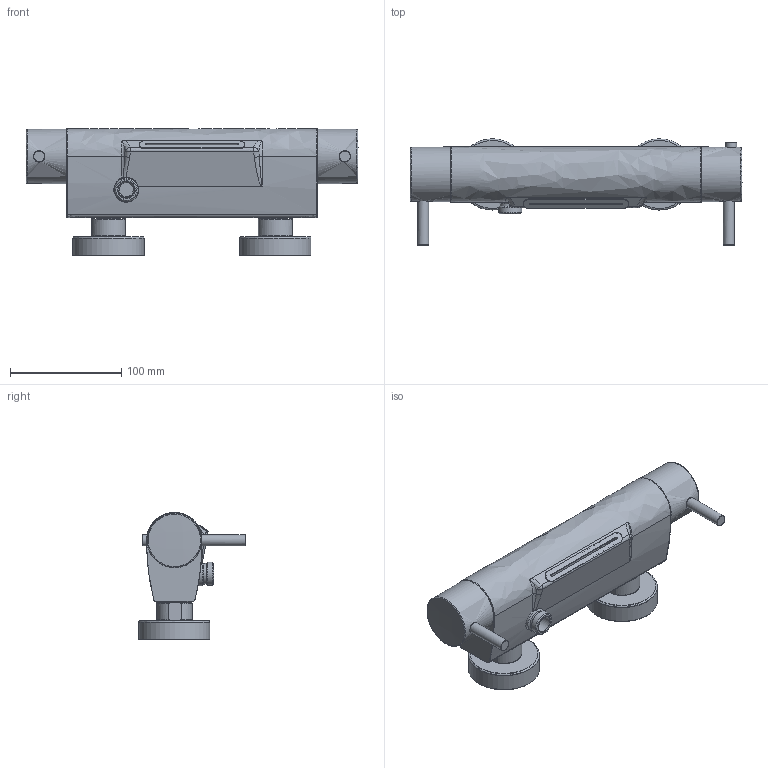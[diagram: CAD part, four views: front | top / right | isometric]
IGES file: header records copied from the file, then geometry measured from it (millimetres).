
Start section: C
Global section: file name: Buddy 021.igs; native system: By Siemens PLM Incorporated; preprocessor: XPlus GENERIC/IGES 17.0.49; author: Author; organization: Title; date: 20150519.155822; units: millimetre
Bounding box: 298.45 x 95.7 x 114.05 mm (x, y, z)
Volume: 360269.9 mm3; surface area: 222630.8 mm2
Topology: 14 solids, 14 shells, 1337 faces, 3116 edges, 1798 vertices
Faces by surface type: bspline 1337
